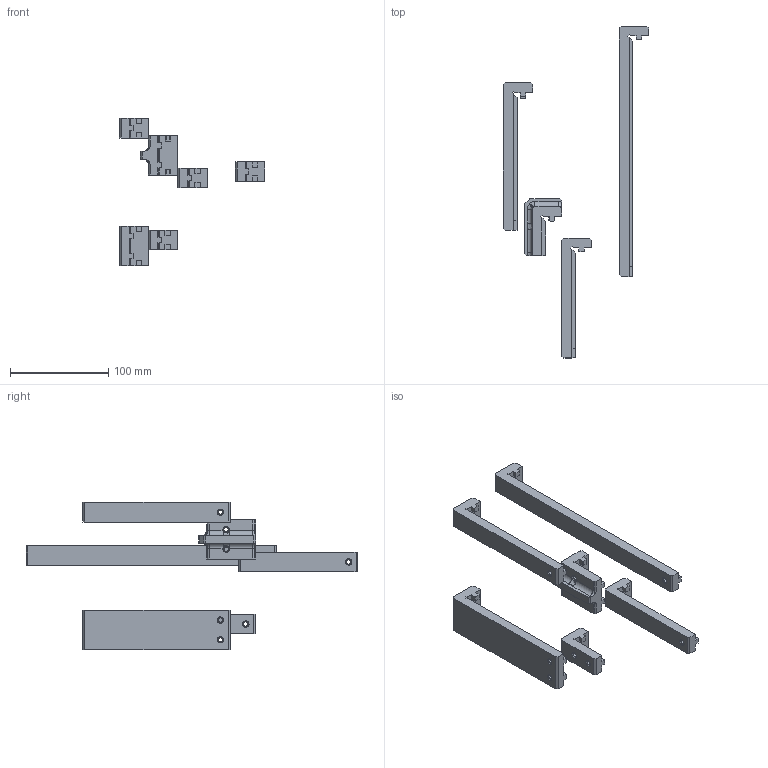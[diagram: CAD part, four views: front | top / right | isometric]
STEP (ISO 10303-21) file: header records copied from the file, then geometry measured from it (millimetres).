
FILE_DESCRIPTION (( 'STEP AP214' ), '1' );
FILE_NAME ('ass_b2v_jig.STEP', '2024-01-16T13:03:20', ( '' ), ( '' ), 'SwSTEP 2.0', 'SolidWorks 2022', '' );
FILE_SCHEMA (( 'AUTOMOTIVE_DESIGN' ));
Length unit declared in the file: millimetre
Products named in the file (7): ass_b2v_jig; b2v_jig_40x20_f; b2v_jig_40x20_d; b2v_jig_40x20_e; b2v_jig_40x20_a; b2v_jig_40x20_b; b2v_jig_40x20_c
Assembly tree (6 placements, depth 2):
  ass_b2v_jig
    b2v_jig_40x20_a
    b2v_jig_40x20_b
    b2v_jig_40x20_c
    b2v_jig_40x20_d
    b2v_jig_40x20_e
    b2v_jig_40x20_f
Bounding box: 147.92 x 337.71 x 149.8 mm (x, y, z)
Volume: 251533.5 mm3; surface area: 77443.2 mm2
Topology: 6 solids, 6 shells, 284 faces, 756 edges, 482 vertices
Faces by surface type: plane 180, cylinder 58, cone 36, torus 8, bspline 2
Entity records: 9244 total; most frequent: CARTESIAN_POINT 1783, ORIENTED_EDGE 1512, DIRECTION 1478, EDGE_CURVE 756, LINE 596, VECTOR 596, VERTEX_POINT 482, AXIS2_PLACEMENT_3D 441
